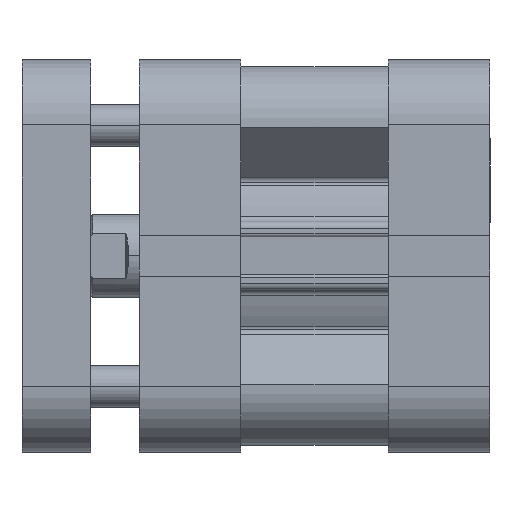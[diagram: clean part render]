
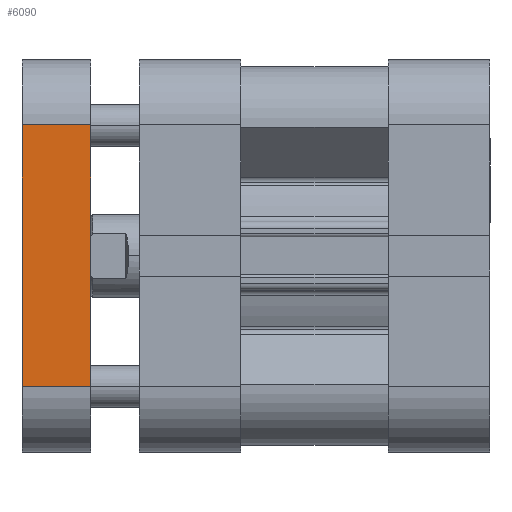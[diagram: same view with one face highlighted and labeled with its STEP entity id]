
A CAD part, top view. The second image highlights one B-rep face of the part: STEP entity #6090.
In plain terms, the highlighted planar face has unit normal (0, 0, 1).
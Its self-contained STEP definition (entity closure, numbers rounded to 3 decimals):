
#402 = PLANE ( 'NONE',  #9022 ) ;
#405 = CARTESIAN_POINT ( 'NONE',  ( 22.484, -62.841, 28.5 ) ) ;
#411 = DIRECTION ( 'NONE',  ( 0., 0., 1. ) ) ;
#412 = DIRECTION ( 'NONE',  ( 1., 0., 0. ) ) ;
#1552 = FACE_OUTER_BOUND ( 'NONE', #10587, .T. ) ;
#2178 = LINE ( 'NONE', #2702, #2202 ) ;
#2202 = VECTOR ( 'NONE', #2705, 1000. ) ;
#2203 = LINE ( 'NONE', #2716, #2212 ) ;
#2212 = VECTOR ( 'NONE', #2718, 1000. ) ;
#2217 = LINE ( 'NONE', #2724, #2218 ) ;
#2218 = VECTOR ( 'NONE', #2725, 1000. ) ;
#2702 = CARTESIAN_POINT ( 'NONE',  ( 22.484, 19., 28.5 ) ) ;
#2705 = DIRECTION ( 'NONE',  ( -1., 0., 0. ) ) ;
#2716 = CARTESIAN_POINT ( 'NONE',  ( -17.821, -19., 28.5 ) ) ;
#2718 = DIRECTION ( 'NONE',  ( 1., 0., 0. ) ) ;
#2724 = CARTESIAN_POINT ( 'NONE',  ( -27.821, -62.841, 28.5 ) ) ;
#2725 = DIRECTION ( 'NONE',  ( 0., 1., 0. ) ) ;
#3067 = CARTESIAN_POINT ( 'NONE',  ( -27.821, 19., 28.5 ) ) ;
#3071 = CARTESIAN_POINT ( 'NONE',  ( -27.821, -19., 28.5 ) ) ;
#3235 = CARTESIAN_POINT ( 'NONE',  ( -17.821, 19., 28.5 ) ) ;
#3512 = CARTESIAN_POINT ( 'NONE',  ( -17.821, -19., 28.5 ) ) ;
#4178 = VECTOR ( 'NONE', #5166, 1000. ) ;
#4180 = LINE ( 'NONE', #5165, #4178 ) ;
#5165 = CARTESIAN_POINT ( 'NONE',  ( -17.821, -62.841, 28.5 ) ) ;
#5166 = DIRECTION ( 'NONE',  ( 0., -1., 0. ) ) ;
#6090 = ADVANCED_FACE ( 'NONE', ( #1552 ), #402, .T. ) ;
#6372 = EDGE_CURVE ( 'NONE', #6830, #6605, #2178, .T. ) ;
#6378 = EDGE_CURVE ( 'NONE', #6606, #7204, #2203, .T. ) ;
#6381 = EDGE_CURVE ( 'NONE', #6606, #6605, #2217, .T. ) ;
#6605 = VERTEX_POINT ( 'NONE', #3067 ) ;
#6606 = VERTEX_POINT ( 'NONE', #3071 ) ;
#6830 = VERTEX_POINT ( 'NONE', #3235 ) ;
#7204 = VERTEX_POINT ( 'NONE', #3512 ) ;
#8530 = EDGE_CURVE ( 'NONE', #6830, #7204, #4180, .T. ) ;
#9022 = AXIS2_PLACEMENT_3D ( 'NONE', #405, #411, #412 ) ;
#9916 = ORIENTED_EDGE ( 'NONE', *, *, #6372, .T. ) ;
#10115 = ORIENTED_EDGE ( 'NONE', *, *, #6381, .F. ) ;
#10145 = ORIENTED_EDGE ( 'NONE', *, *, #8530, .F. ) ;
#10325 = ORIENTED_EDGE ( 'NONE', *, *, #6378, .T. ) ;
#10587 = EDGE_LOOP ( 'NONE', ( #10115, #10325, #10145, #9916 ) ) ;
